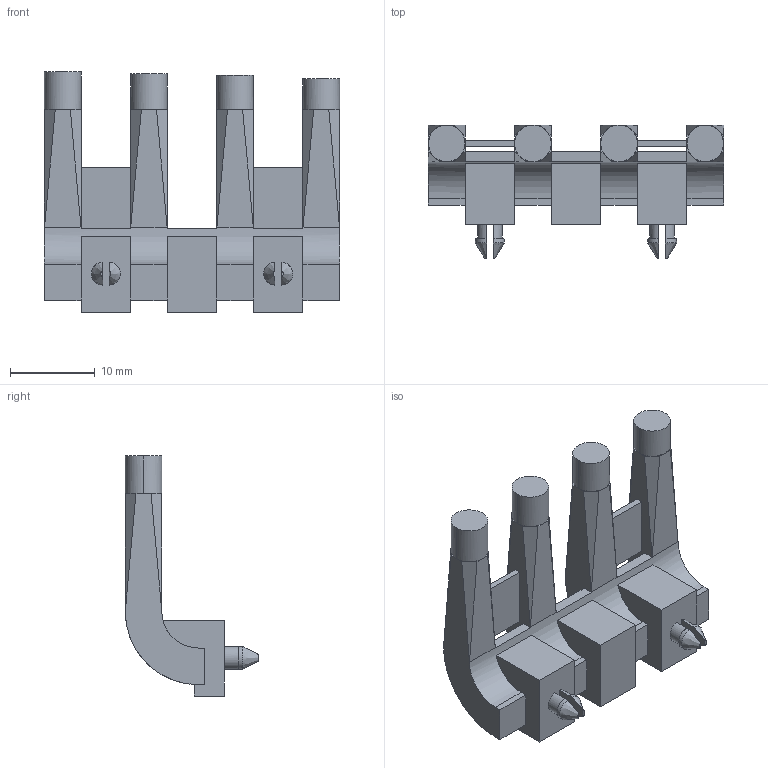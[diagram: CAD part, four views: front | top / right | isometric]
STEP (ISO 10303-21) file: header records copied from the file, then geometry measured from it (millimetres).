
FILE_DESCRIPTION((''),'2;1');
FILE_NAME('5151037F','2010-04-12T',('ferriga'),(''),'PRO/ENGINEER BY PARAMETRIC TECHNOLOGY CORPORATION, 2009140','PRO/ENGINEER BY PARAMETRIC TECHNOLOGY CORPORATION, 2009140','');
FILE_SCHEMA(('CONFIG_CONTROL_DESIGN'));
Length unit declared in the file: inch
Products named in the file (1): 5151037F
Bounding box: 34.8 x 15.75 x 28.32 mm (x, y, z)
Volume: 2910.6 mm3; surface area: 3002 mm2
Topology: 1 solids, 1 shells, 163 faces, 431 edges, 274 vertices
Faces by surface type: plane 124, cylinder 35, bspline 4
Entity records: 5335 total; most frequent: CARTESIAN_POINT 1328, ORIENTED_EDGE 862, DIRECTION 767, EDGE_CURVE 431, VECTOR 285, LINE 285, VERTEX_POINT 274, AXIS2_PLACEMENT_3D 241
